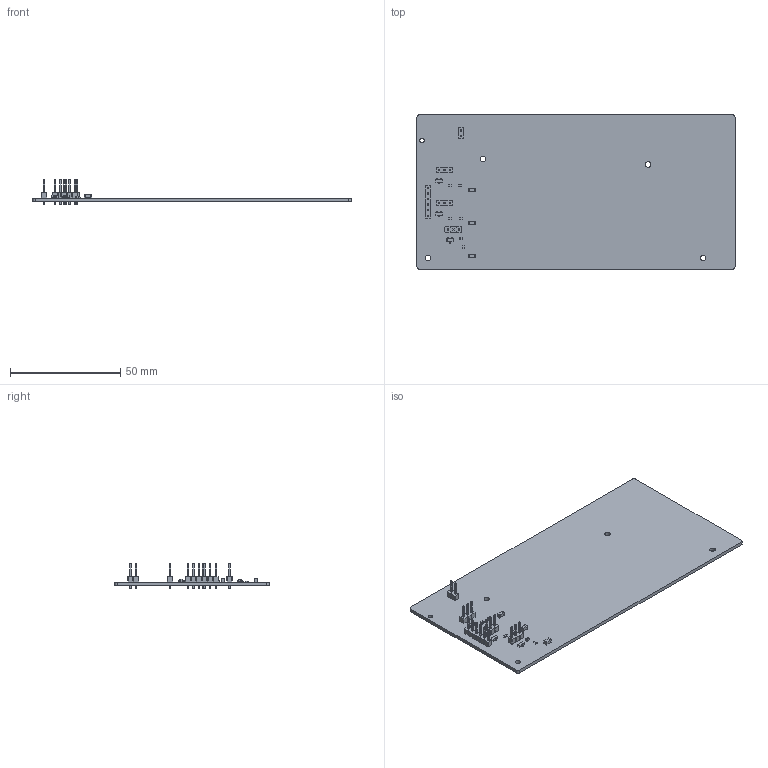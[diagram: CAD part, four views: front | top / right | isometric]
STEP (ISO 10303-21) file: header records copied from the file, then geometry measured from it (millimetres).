
FILE_DESCRIPTION(('KiCad electronic assembly'),'2;1');
FILE_NAME('Glasbaustein.step','2024-10-30T15:43:15',('Pcbnew'),('Kicad') ,'Open CASCADE STEP processor 7.8','KiCad to STEP converter','Unknown' );
FILE_SCHEMA(('AUTOMOTIVE_DESIGN { 1 0 10303 214 1 1 1 1 }'));
Length unit declared in the file: millimetre
Products named in the file (16): Glasbaustein 1; SOT-23; SOT_23; R_0603_1608Metric; C_0603_1608Metric; PinHeader_1x02_P2.54mm_Vertical; PinHeader_1x02_P254mm_Vertical; PinHeader_1x06_P2.54mm_Vertical; PinHeader_1x06_P254mm_Vertical; C_1206_3216Metric; PinHeader_1x03_P2.54mm_Vertical; PinHeader_1x03_P254mm_Vertical; Glasbaustein_PCB
Assembly tree (25 placements, depth 3):
  Glasbaustein 1
    SOT-23  x3
      SOT_23
    R_0603_1608Metric  x2
      R_0603_1608Metric
    C_0603_1608Metric  x4
      C_0603_1608Metric
    PinHeader_1x02_P2.54mm_Vertical
      PinHeader_1x02_P254mm_Vertical
    PinHeader_1x06_P2.54mm_Vertical
      PinHeader_1x06_P254mm_Vertical
    C_1206_3216Metric  x3
      C_1206_3216Metric
    PinHeader_1x03_P2.54mm_Vertical  x3
      PinHeader_1x03_P254mm_Vertical
    Glasbaustein_PCB
Bounding box: 144.5 x 70 x 11.54 mm (x, y, z)
Volume: 16500.3 mm3; surface area: 22040.5 mm2
Topology: 18 solids, 18 shells, 936 faces, 2286 edges, 1434 vertices
Faces by surface type: plane 693, cylinder 162, bspline 81
Full cylindrical faces by diameter (mm): 1 x17, 2.007 x1, 2.5 x4
Entity records: 16814 total; most frequent: CARTESIAN_POINT 2457, ORIENTED_EDGE 2276, DIRECTION 2176, EDGE_CURVE 1138, LINE 966, VECTOR 966, VERTEX_POINT 714, AXIS2_PLACEMENT_3D 605
